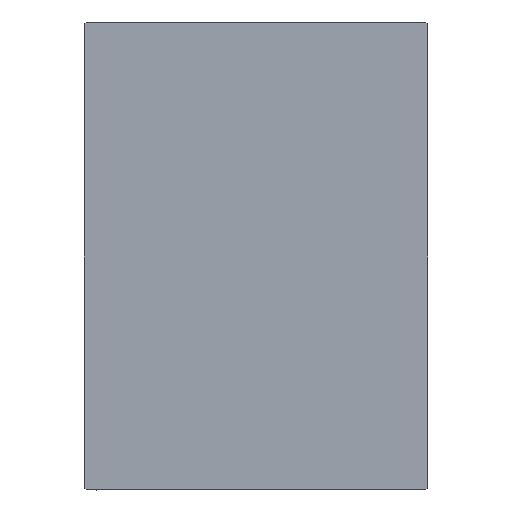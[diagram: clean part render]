
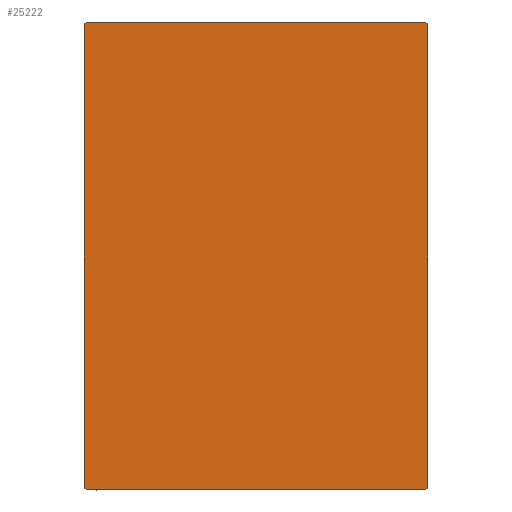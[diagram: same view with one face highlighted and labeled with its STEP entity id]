
A CAD part, left-side view. The second image highlights one B-rep face of the part: STEP entity #25222.
In plain terms, the highlighted face is planar.
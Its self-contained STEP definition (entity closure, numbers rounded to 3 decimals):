
#98 = CARTESIAN_POINT ( 'NONE',  ( 75., -27.2, -37.5 ) ) ;
#1243 = LINE ( 'NONE', #27486, #18279 ) ;
#1333 = CARTESIAN_POINT ( 'NONE',  ( 75., -27.2, 37.5 ) ) ;
#1606 = ORIENTED_EDGE ( 'NONE', *, *, #35553, .T. ) ;
#1907 = ORIENTED_EDGE ( 'NONE', *, *, #13573, .T. ) ;
#4925 = ORIENTED_EDGE ( 'NONE', *, *, #32475, .T. ) ;
#7358 = VERTEX_POINT ( 'NONE', #1333 ) ;
#8015 = VERTEX_POINT ( 'NONE', #11274 ) ;
#8165 = CARTESIAN_POINT ( 'NONE',  ( 75., 32.35, -32.35 ) ) ;
#8200 = CARTESIAN_POINT ( 'NONE',  ( 75., 27.5, 37.2 ) ) ;
#8412 = VERTEX_POINT ( 'NONE', #22929 ) ;
#8536 = ORIENTED_EDGE ( 'NONE', *, *, #36201, .T. ) ;
#8543 = VECTOR ( 'NONE', #14295, 1000. ) ;
#10106 = LINE ( 'NONE', #23339, #20395 ) ;
#10321 = VERTEX_POINT ( 'NONE', #35570 ) ;
#10577 = LINE ( 'NONE', #13831, #29238 ) ;
#10620 = VECTOR ( 'NONE', #34994, 1000. ) ;
#11257 = ORIENTED_EDGE ( 'NONE', *, *, #15117, .T. ) ;
#11274 = CARTESIAN_POINT ( 'NONE',  ( 75., -27.5, -37.2 ) ) ;
#12444 = CARTESIAN_POINT ( 'NONE',  ( 75., 27.5, -37.5 ) ) ;
#12590 = VERTEX_POINT ( 'NONE', #98 ) ;
#13173 = FACE_OUTER_BOUND ( 'NONE', #19587, .T. ) ;
#13354 = DIRECTION ( 'NONE',  ( 0., 1., 0. ) ) ;
#13573 = EDGE_CURVE ( 'NONE', #28751, #18876, #27940, .T. ) ;
#13768 = VERTEX_POINT ( 'NONE', #30078 ) ;
#13831 = CARTESIAN_POINT ( 'NONE',  ( 75., -27.5, 37.5 ) ) ;
#14295 = DIRECTION ( 'NONE',  ( 0., 0.707, -0.707 ) ) ;
#15117 = EDGE_CURVE ( 'NONE', #7358, #8412, #1243, .T. ) ;
#15290 = EDGE_CURVE ( 'NONE', #12590, #10321, #10106, .T. ) ;
#18279 = VECTOR ( 'NONE', #30952, 1000. ) ;
#18876 = VERTEX_POINT ( 'NONE', #37647 ) ;
#19177 = LINE ( 'NONE', #12444, #10620 ) ;
#19587 = EDGE_LOOP ( 'NONE', ( #39312, #28893, #8536, #1907, #33805, #11257, #4925, #1606 ) ) ;
#19756 = VECTOR ( 'NONE', #21235, 1000. ) ;
#20395 = VECTOR ( 'NONE', #13354, 1000. ) ;
#20991 = CARTESIAN_POINT ( 'NONE',  ( 75., 27.5, 37.5 ) ) ;
#21235 = DIRECTION ( 'NONE',  ( 0., -0.707, 0.707 ) ) ;
#21406 = DIRECTION ( 'NONE',  ( 0., 0.707, 0.707 ) ) ;
#22929 = CARTESIAN_POINT ( 'NONE',  ( 75., -27.5, 37.2 ) ) ;
#23339 = CARTESIAN_POINT ( 'NONE',  ( 75., -27.5, -37.5 ) ) ;
#23686 = VECTOR ( 'NONE', #21406, 1000. ) ;
#24019 = LINE ( 'NONE', #8165, #23686 ) ;
#24266 = CARTESIAN_POINT ( 'NONE',  ( 75., 32.35, 32.35 ) ) ;
#25222 = ADVANCED_FACE ( 'NONE', ( #13173 ), #42664, .T. ) ;
#25630 = AXIS2_PLACEMENT_3D ( 'NONE', #26412, #29442, #30068 ) ;
#26412 = CARTESIAN_POINT ( 'NONE',  ( 75., 0., 0. ) ) ;
#27486 = CARTESIAN_POINT ( 'NONE',  ( 75., -32.35, 32.35 ) ) ;
#27940 = LINE ( 'NONE', #24266, #19756 ) ;
#28751 = VERTEX_POINT ( 'NONE', #8200 ) ;
#28893 = ORIENTED_EDGE ( 'NONE', *, *, #31669, .T. ) ;
#29238 = VECTOR ( 'NONE', #40268, 1000. ) ;
#29442 = DIRECTION ( 'NONE',  ( 1., 0., 0. ) ) ;
#30068 = DIRECTION ( 'NONE',  ( 0., 0., -1. ) ) ;
#30078 = CARTESIAN_POINT ( 'NONE',  ( 75., 27.5, -37.2 ) ) ;
#30952 = DIRECTION ( 'NONE',  ( 0., -0.707, -0.707 ) ) ;
#30990 = CARTESIAN_POINT ( 'NONE',  ( 75., -32.35, -32.35 ) ) ;
#31669 = EDGE_CURVE ( 'NONE', #10321, #13768, #24019, .T. ) ;
#32475 = EDGE_CURVE ( 'NONE', #8412, #8015, #10577, .T. ) ;
#33805 = ORIENTED_EDGE ( 'NONE', *, *, #37743, .T. ) ;
#34190 = DIRECTION ( 'NONE',  ( 0., -1., 0. ) ) ;
#34444 = LINE ( 'NONE', #30990, #8543 ) ;
#34994 = DIRECTION ( 'NONE',  ( 0., 0., 1. ) ) ;
#35553 = EDGE_CURVE ( 'NONE', #8015, #12590, #34444, .T. ) ;
#35570 = CARTESIAN_POINT ( 'NONE',  ( 75., 27.2, -37.5 ) ) ;
#35581 = VECTOR ( 'NONE', #34190, 1000. ) ;
#36201 = EDGE_CURVE ( 'NONE', #13768, #28751, #19177, .T. ) ;
#37444 = LINE ( 'NONE', #20991, #35581 ) ;
#37647 = CARTESIAN_POINT ( 'NONE',  ( 75., 27.2, 37.5 ) ) ;
#37743 = EDGE_CURVE ( 'NONE', #18876, #7358, #37444, .T. ) ;
#39312 = ORIENTED_EDGE ( 'NONE', *, *, #15290, .T. ) ;
#40268 = DIRECTION ( 'NONE',  ( 0., 0., -1. ) ) ;
#42664 = PLANE ( 'NONE',  #25630 ) ;
